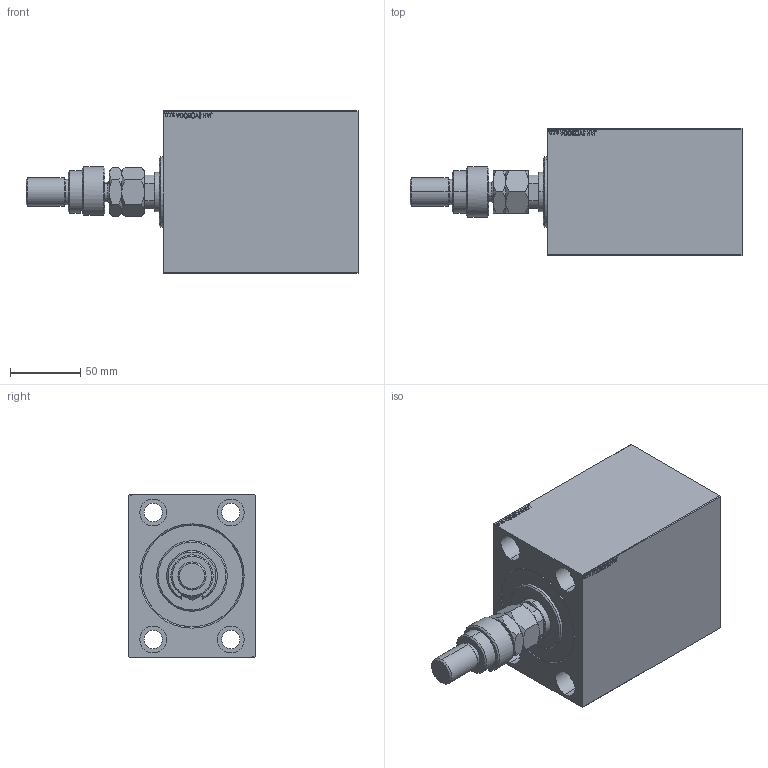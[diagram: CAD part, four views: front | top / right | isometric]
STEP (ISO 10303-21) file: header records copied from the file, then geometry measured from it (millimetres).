
FILE_DESCRIPTION (( 'STEP AP203' ), '1' );
FILE_NAME ('13c5.STEP', '2022-04-17T06:21:31', ( '' ), ( '' ), 'SwSTEP 2.0', 'SolidWorks 2019', '' );
FILE_SCHEMA (( 'CONFIG_CONTROL_DESIGN' ));
Length unit declared in the file: millimetre
Products named in the file (7): 13c5; V450CM_VC_B 53b49ada2ced6f251517b1cdab7b9a54; V450CM_C_Body 53b49ada2ced6f251517b1cdab7b9a54; V450CM_C_VCP 53b49ada2ced6f251517b1cdab7b9a54; MFA 53b49ada2ced6f251517b1cdab7b9a54; FEMALE_PART_FOR_DFA 53b49ada2ced6f251517b1cdab7b9a54; DFA 53b49ada2ced6f251517b1cdab7b9a54
Assembly tree (6 placements, depth 3):
  13c5
    V450CM_C_Body 53b49ada2ced6f251517b1cdab7b9a54
    V450CM_C_VCP 53b49ada2ced6f251517b1cdab7b9a54
    V450CM_VC_B 53b49ada2ced6f251517b1cdab7b9a54
    DFA 53b49ada2ced6f251517b1cdab7b9a54
      FEMALE_PART_FOR_DFA 53b49ada2ced6f251517b1cdab7b9a54
      MFA 53b49ada2ced6f251517b1cdab7b9a54
Bounding box: 235.5 x 90 x 115 mm (x, y, z)
Volume: 1233948.3 mm3; surface area: 179718.7 mm2
Topology: 5 solids, 5 shells, 946 faces, 2396 edges, 1571 vertices
Faces by surface type: plane 437, bspline 380, cylinder 71, cone 54, torus 4
Entity records: 46777 total; most frequent: CARTESIAN_POINT 25783, ORIENTED_EDGE 4788, DIRECTION 2934, EDGE_CURVE 2394, VERTEX_POINT 1571, VECTOR 1362, LINE 1362, EDGE_LOOP 1073
